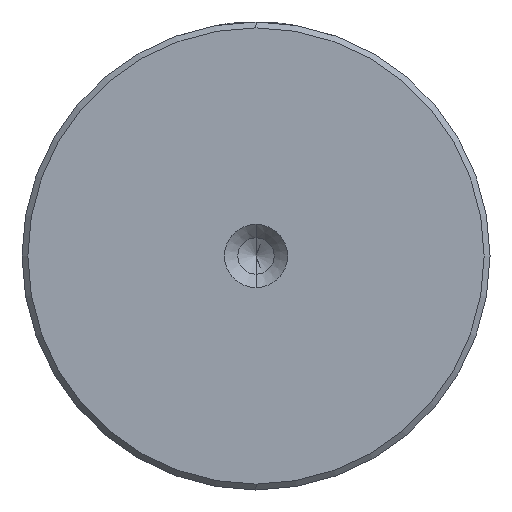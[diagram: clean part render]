
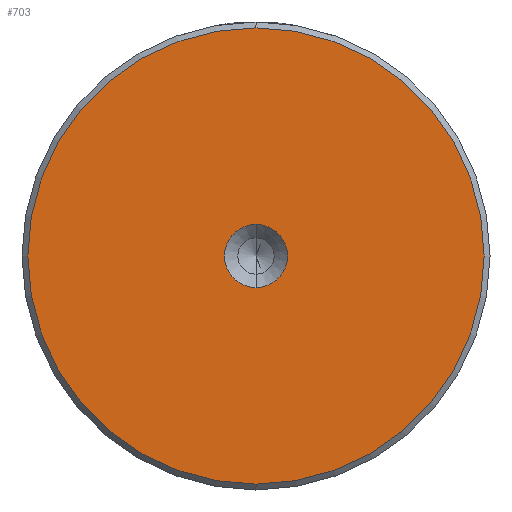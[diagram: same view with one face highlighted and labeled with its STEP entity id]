
A CAD part, left-side view. The second image highlights one B-rep face of the part: STEP entity #703.
In plain terms, the highlighted planar face has unit normal (-1, 0, 0).
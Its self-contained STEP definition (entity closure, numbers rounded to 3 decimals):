
#9 = AXIS2_PLACEMENT_3D ( 'NONE', #1146, #1127, #979 ) ;
#194 = AXIS2_PLACEMENT_3D ( 'NONE', #864, #1887, #1879 ) ;
#285 = ORIENTED_EDGE ( 'NONE', *, *, #687, .F. ) ;
#464 = CARTESIAN_POINT ( 'NONE',  ( 0., 0., 0. ) ) ;
#467 = EDGE_CURVE ( 'NONE', #616, #1806, #1861, .T. ) ;
#473 = DIRECTION ( 'NONE',  ( -1., 0., 0. ) ) ;
#513 = CIRCLE ( 'NONE', #666, 19.5 ) ;
#561 = CARTESIAN_POINT ( 'NONE',  ( 0., 0., -19.5 ) ) ;
#616 = VERTEX_POINT ( 'NONE', #1735 ) ;
#646 = VERTEX_POINT ( 'NONE', #561 ) ;
#648 = DIRECTION ( 'NONE',  ( 0., 0., 1. ) ) ;
#666 = AXIS2_PLACEMENT_3D ( 'NONE', #464, #1691, #648 ) ;
#686 = ORIENTED_EDGE ( 'NONE', *, *, #467, .F. ) ;
#687 = EDGE_CURVE ( 'NONE', #1806, #616, #1941, .T. ) ;
#703 = ADVANCED_FACE ( 'NONE', ( #1596, #1484 ), #2236, .T. ) ;
#864 = CARTESIAN_POINT ( 'NONE',  ( 0., 0., 0. ) ) ;
#952 = ORIENTED_EDGE ( 'NONE', *, *, #1771, .T. ) ;
#979 = DIRECTION ( 'NONE',  ( 0., 0., 1. ) ) ;
#1127 = DIRECTION ( 'NONE',  ( -1., 0., 0. ) ) ;
#1146 = CARTESIAN_POINT ( 'NONE',  ( 0., 0., 0. ) ) ;
#1484 = FACE_BOUND ( 'NONE', #2171, .T. ) ;
#1525 = CARTESIAN_POINT ( 'NONE',  ( 0., 0., 0. ) ) ;
#1596 = FACE_OUTER_BOUND ( 'NONE', #2200, .T. ) ;
#1630 = CARTESIAN_POINT ( 'NONE',  ( 0., 0., 19.5 ) ) ;
#1680 = VERTEX_POINT ( 'NONE', #1630 ) ;
#1691 = DIRECTION ( 'NONE',  ( -1., 0., 0. ) ) ;
#1696 = DIRECTION ( 'NONE',  ( 0., 0., 1. ) ) ;
#1735 = CARTESIAN_POINT ( 'NONE',  ( 0., 0., -2.7 ) ) ;
#1771 = EDGE_CURVE ( 'NONE', #646, #1680, #2038, .T. ) ;
#1781 = ORIENTED_EDGE ( 'NONE', *, *, #2218, .T. ) ;
#1806 = VERTEX_POINT ( 'NONE', #2043 ) ;
#1861 = CIRCLE ( 'NONE', #9, 2.7 ) ;
#1879 = DIRECTION ( 'NONE',  ( 0., 0., 1. ) ) ;
#1887 = DIRECTION ( 'NONE',  ( -1., 0., 0. ) ) ;
#1899 = DIRECTION ( 'NONE',  ( 0., 0., 1. ) ) ;
#1941 = CIRCLE ( 'NONE', #2127, 2.7 ) ;
#2038 = CIRCLE ( 'NONE', #2153, 19.5 ) ;
#2043 = CARTESIAN_POINT ( 'NONE',  ( 0., 0., 2.7 ) ) ;
#2054 = DIRECTION ( 'NONE',  ( -1., 0., 0. ) ) ;
#2065 = CARTESIAN_POINT ( 'NONE',  ( 0., 0., 0. ) ) ;
#2127 = AXIS2_PLACEMENT_3D ( 'NONE', #2065, #2054, #1899 ) ;
#2153 = AXIS2_PLACEMENT_3D ( 'NONE', #1525, #473, #1696 ) ;
#2171 = EDGE_LOOP ( 'NONE', ( #285, #686 ) ) ;
#2200 = EDGE_LOOP ( 'NONE', ( #952, #1781 ) ) ;
#2218 = EDGE_CURVE ( 'NONE', #1680, #646, #513, .T. ) ;
#2236 = PLANE ( 'NONE',  #194 ) ;
